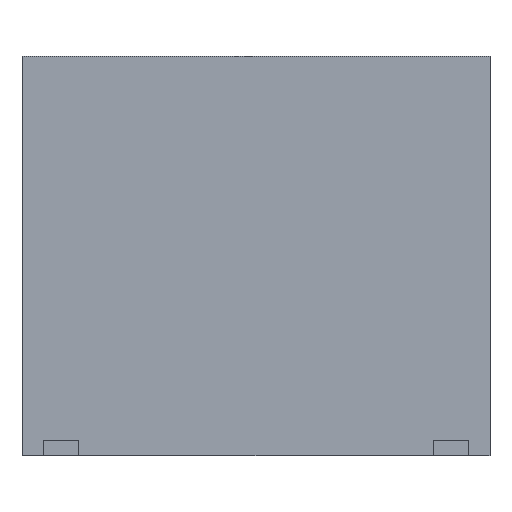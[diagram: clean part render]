
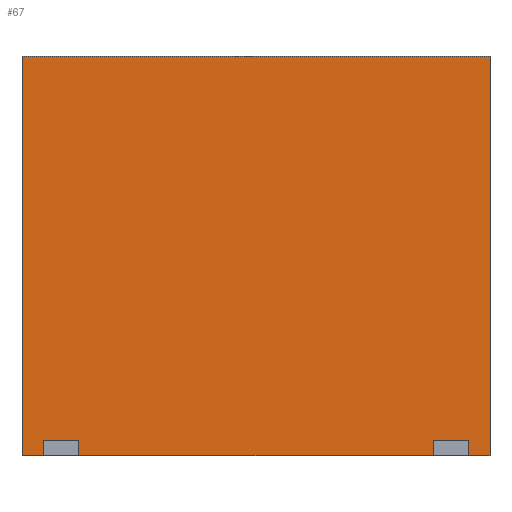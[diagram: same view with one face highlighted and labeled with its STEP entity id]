
A CAD part, left-side view. The second image highlights one B-rep face of the part: STEP entity #67.
In plain terms, the highlighted planar face has unit normal (-1, 0, 0).
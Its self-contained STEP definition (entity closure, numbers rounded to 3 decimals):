
#67=ADVANCED_FACE('',(#281),#283,.T.);
#281=FACE_BOUND('',#282,.T.);
#282=EDGE_LOOP('',(#462,#463,#464,#465,#466,#467,#468,#469,#470,#471,#472,#473));
#283=PLANE('',#284);
#284=AXIS2_PLACEMENT_3D('',#285,#286,#287);
#285=CARTESIAN_POINT('',(-3.175,3.05,0.));
#286=DIRECTION('',(-1.,0.,0.));
#287=DIRECTION('',(0.,-1.,0.));
#462=ORIENTED_EDGE('',*,*,#586,.F.);
#463=ORIENTED_EDGE('',*,*,#587,.F.);
#464=ORIENTED_EDGE('',*,*,#588,.F.);
#465=ORIENTED_EDGE('',*,*,#570,.T.);
#466=ORIENTED_EDGE('',*,*,#589,.T.);
#467=ORIENTED_EDGE('',*,*,#590,.F.);
#468=ORIENTED_EDGE('',*,*,#591,.F.);
#469=ORIENTED_EDGE('',*,*,#578,.T.);
#470=ORIENTED_EDGE('',*,*,#592,.F.);
#471=ORIENTED_EDGE('',*,*,#593,.F.);
#472=ORIENTED_EDGE('',*,*,#594,.F.);
#473=ORIENTED_EDGE('',*,*,#574,.T.);
#570=EDGE_CURVE('',#632,#633,#634,.T.);
#574=EDGE_CURVE('',#641,#639,#642,.T.);
#578=EDGE_CURVE('',#649,#647,#650,.T.);
#586=EDGE_CURVE('',#664,#639,#665,.T.);
#587=EDGE_CURVE('',#666,#664,#667,.T.);
#588=EDGE_CURVE('',#632,#666,#668,.T.);
#589=EDGE_CURVE('',#633,#669,#670,.T.);
#590=EDGE_CURVE('',#671,#669,#672,.T.);
#591=EDGE_CURVE('',#649,#671,#673,.T.);
#592=EDGE_CURVE('',#674,#647,#675,.T.);
#593=EDGE_CURVE('',#676,#674,#677,.T.);
#594=EDGE_CURVE('',#641,#676,#678,.T.);
#632=VERTEX_POINT('',#736);
#633=VERTEX_POINT('',#737);
#634=LINE('',#738,#739);
#639=VERTEX_POINT('',#749);
#641=VERTEX_POINT('',#753);
#642=LINE('',#754,#755);
#647=VERTEX_POINT('',#765);
#649=VERTEX_POINT('',#769);
#650=LINE('',#770,#771);
#664=VERTEX_POINT('',#800);
#665=LINE('',#801,#802);
#666=VERTEX_POINT('',#804);
#667=LINE('',#805,#806);
#668=LINE('',#808,#809);
#669=VERTEX_POINT('',#811);
#670=LINE('',#812,#813);
#671=VERTEX_POINT('',#815);
#672=LINE('',#816,#817);
#673=LINE('',#819,#820);
#674=VERTEX_POINT('',#822);
#675=LINE('',#823,#824);
#676=VERTEX_POINT('',#826);
#677=LINE('',#827,#828);
#678=LINE('',#830,#831);
#736=CARTESIAN_POINT('',(-3.175,-2.77,0.));
#737=CARTESIAN_POINT('',(-3.175,-3.05,0.));
#738=CARTESIAN_POINT('',(-3.175,-2.77,0.));
#739=VECTOR('',#740,1.);
#740=DIRECTION('',(0.,-1.,0.));
#749=CARTESIAN_POINT('',(-3.175,-2.31,0.));
#753=CARTESIAN_POINT('',(-3.175,2.31,0.));
#754=CARTESIAN_POINT('',(-3.175,2.31,0.));
#755=VECTOR('',#756,1.);
#756=DIRECTION('',(0.,-1.,0.));
#765=CARTESIAN_POINT('',(-3.175,2.77,0.));
#769=CARTESIAN_POINT('',(-3.175,3.05,0.));
#770=CARTESIAN_POINT('',(-3.175,3.05,0.));
#771=VECTOR('',#772,1.);
#772=DIRECTION('',(0.,-1.,0.));
#800=CARTESIAN_POINT('',(-3.175,-2.31,0.2));
#801=CARTESIAN_POINT('',(-3.175,-2.31,0.2));
#802=VECTOR('',#803,1.);
#803=DIRECTION('',(0.,0.,-1.));
#804=CARTESIAN_POINT('',(-3.175,-2.77,0.2));
#805=CARTESIAN_POINT('',(-3.175,-2.77,0.2));
#806=VECTOR('',#807,1.);
#807=DIRECTION('',(0.,1.,0.));
#808=CARTESIAN_POINT('',(-3.175,-2.77,0.));
#809=VECTOR('',#810,1.);
#810=DIRECTION('',(0.,0.,1.));
#811=CARTESIAN_POINT('',(-3.175,-3.05,5.21));
#812=CARTESIAN_POINT('',(-3.175,-3.05,0.));
#813=VECTOR('',#814,1.);
#814=DIRECTION('',(0.,0.,1.));
#815=CARTESIAN_POINT('',(-3.175,3.05,5.21));
#816=CARTESIAN_POINT('',(-3.175,3.05,5.21));
#817=VECTOR('',#818,1.);
#818=DIRECTION('',(0.,-1.,0.));
#819=CARTESIAN_POINT('',(-3.175,3.05,0.));
#820=VECTOR('',#821,1.);
#821=DIRECTION('',(0.,0.,1.));
#822=CARTESIAN_POINT('',(-3.175,2.77,0.2));
#823=CARTESIAN_POINT('',(-3.175,2.77,0.2));
#824=VECTOR('',#825,1.);
#825=DIRECTION('',(0.,0.,-1.));
#826=CARTESIAN_POINT('',(-3.175,2.31,0.2));
#827=CARTESIAN_POINT('',(-3.175,2.31,0.2));
#828=VECTOR('',#829,1.);
#829=DIRECTION('',(0.,1.,0.));
#830=CARTESIAN_POINT('',(-3.175,2.31,0.));
#831=VECTOR('',#832,1.);
#832=DIRECTION('',(0.,0.,1.));
